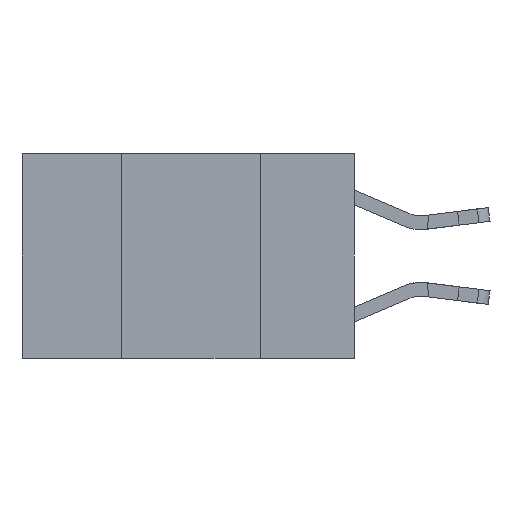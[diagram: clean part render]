
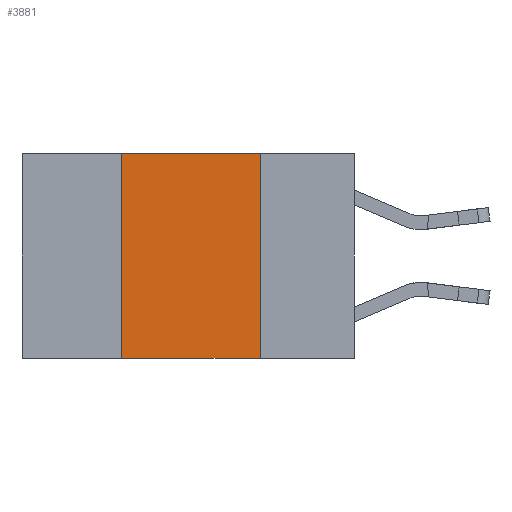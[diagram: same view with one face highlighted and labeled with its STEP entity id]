
A CAD part, left-side view. The second image highlights one B-rep face of the part: STEP entity #3881.
In plain terms, the highlighted planar face has unit normal (-1, 0, 0).
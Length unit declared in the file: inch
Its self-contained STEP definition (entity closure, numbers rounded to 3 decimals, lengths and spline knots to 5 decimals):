
#171 = DIRECTION ( 'NONE',  ( 0., 0., -1. ) ) ;
#1559 = VECTOR ( 'NONE', #18587, 39.37008 ) ;
#3195 = CARTESIAN_POINT ( 'NONE',  ( 0., 0.17, 0. ) ) ;
#3881 = ADVANCED_FACE ( 'NONE', ( #17011 ), #25063, .F. ) ;
#4386 = ORIENTED_EDGE ( 'NONE', *, *, #5369, .F. ) ;
#5362 = EDGE_CURVE ( 'NONE', #6108, #25154, #22844, .T. ) ;
#5369 = EDGE_CURVE ( 'NONE', #6108, #21881, #24887, .T. ) ;
#6108 = VERTEX_POINT ( 'NONE', #21900 ) ;
#6118 = ORIENTED_EDGE ( 'NONE', *, *, #5362, .T. ) ;
#6973 = CARTESIAN_POINT ( 'NONE',  ( 0., 0.6, 0. ) ) ;
#7262 = DIRECTION ( 'NONE',  ( 0., -1., 0. ) ) ;
#7353 = VECTOR ( 'NONE', #171, 39.37008 ) ;
#7459 = LINE ( 'NONE', #6973, #1559 ) ;
#10230 = LINE ( 'NONE', #15847, #7353 ) ;
#10293 = VERTEX_POINT ( 'NONE', #3195 ) ;
#10674 = EDGE_CURVE ( 'NONE', #21881, #10293, #7459, .T. ) ;
#11408 = CARTESIAN_POINT ( 'NONE',  ( 0., 0.6, 0. ) ) ;
#11740 = CARTESIAN_POINT ( 'NONE',  ( 0., 0.42, 0. ) ) ;
#12566 = ORIENTED_EDGE ( 'NONE', *, *, #20587, .F. ) ;
#12923 = CARTESIAN_POINT ( 'NONE',  ( 0., 0.17, -0.37 ) ) ;
#13307 = DIRECTION ( 'NONE',  ( 0., 0., -1. ) ) ;
#13981 = CARTESIAN_POINT ( 'NONE',  ( 0., 0.42, 0. ) ) ;
#14561 = VECTOR ( 'NONE', #7262, 39.37008 ) ;
#15090 = DIRECTION ( 'NONE',  ( 1., 0., 0. ) ) ;
#15547 = DIRECTION ( 'NONE',  ( 0., 0., 1. ) ) ;
#15847 = CARTESIAN_POINT ( 'NONE',  ( 0., 0.17, 0. ) ) ;
#16177 = VECTOR ( 'NONE', #15547, 39.37008 ) ;
#16894 = AXIS2_PLACEMENT_3D ( 'NONE', #11408, #15090, #13307 ) ;
#17011 = FACE_OUTER_BOUND ( 'NONE', #25191, .T. ) ;
#17213 = CARTESIAN_POINT ( 'NONE',  ( 0., 0.6, -0.37 ) ) ;
#18587 = DIRECTION ( 'NONE',  ( 0., -1., 0. ) ) ;
#19940 = ORIENTED_EDGE ( 'NONE', *, *, #10674, .F. ) ;
#20587 = EDGE_CURVE ( 'NONE', #10293, #25154, #10230, .T. ) ;
#21881 = VERTEX_POINT ( 'NONE', #13981 ) ;
#21900 = CARTESIAN_POINT ( 'NONE',  ( 0., 0.42, -0.37 ) ) ;
#22844 = LINE ( 'NONE', #17213, #14561 ) ;
#24887 = LINE ( 'NONE', #11740, #16177 ) ;
#25063 = PLANE ( 'NONE',  #16894 ) ;
#25154 = VERTEX_POINT ( 'NONE', #12923 ) ;
#25191 = EDGE_LOOP ( 'NONE', ( #12566, #19940, #4386, #6118 ) ) ;
